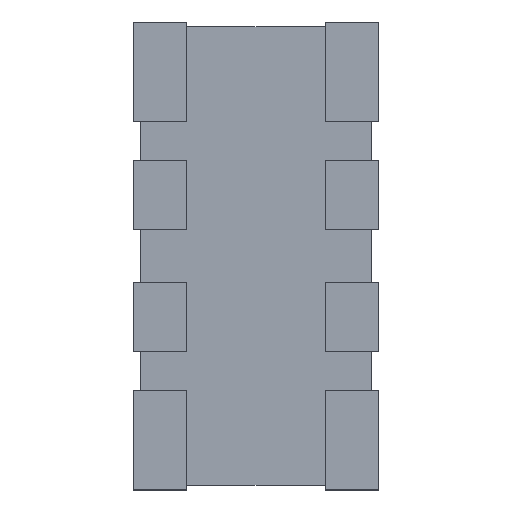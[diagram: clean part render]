
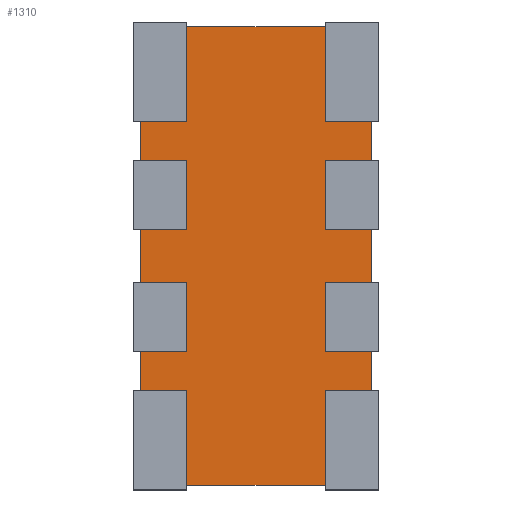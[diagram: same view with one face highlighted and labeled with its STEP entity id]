
A CAD part, top view. The second image highlights one B-rep face of the part: STEP entity #1310.
In plain terms, the highlighted planar face has unit normal (0, 0, 1).
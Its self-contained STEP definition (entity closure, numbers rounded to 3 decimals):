
#42=FACE_OUTER_BOUND('',#104,.T.);
#104=EDGE_LOOP('',(#966,#967,#968,#969,#970,#971,#972,#973,#974,#975,#976,
#977,#978,#979,#980,#981,#982,#983,#984,#985,#986,#987,#988,#989,#990,#991,
#992,#993));
#138=LINE('',#1718,#318);
#153=LINE('',#1748,#333);
#159=LINE('',#1759,#339);
#186=LINE('',#1814,#366);
#199=LINE('',#1839,#379);
#202=LINE('',#1846,#382);
#204=LINE('',#1851,#384);
#219=LINE('',#1880,#399);
#221=LINE('',#1883,#401);
#222=LINE('',#1887,#402);
#235=LINE('',#1912,#415);
#239=LINE('',#1920,#419);
#240=LINE('',#1922,#420);
#241=LINE('',#1924,#421);
#242=LINE('',#1926,#422);
#243=LINE('',#1928,#423);
#244=LINE('',#1930,#424);
#245=LINE('',#1931,#425);
#246=LINE('',#1932,#426);
#247=LINE('',#1934,#427);
#248=LINE('',#1936,#428);
#249=LINE('',#1938,#429);
#250=LINE('',#1940,#430);
#251=LINE('',#1942,#431);
#252=LINE('',#1944,#432);
#253=LINE('',#1946,#433);
#254=LINE('',#1948,#434);
#255=LINE('',#1949,#435);
#318=VECTOR('',#1412,1.);
#333=VECTOR('',#1435,1.);
#339=VECTOR('',#1445,1.);
#366=VECTOR('',#1476,1.);
#379=VECTOR('',#1495,1.);
#382=VECTOR('',#1504,1.);
#384=VECTOR('',#1508,1.);
#399=VECTOR('',#1533,1.);
#401=VECTOR('',#1537,1.);
#402=VECTOR('',#1540,1.);
#415=VECTOR('',#1559,1.);
#419=VECTOR('',#1569,1.);
#420=VECTOR('',#1570,1.);
#421=VECTOR('',#1571,1.);
#422=VECTOR('',#1572,1.);
#423=VECTOR('',#1573,1.);
#424=VECTOR('',#1574,1.);
#425=VECTOR('',#1575,1.);
#426=VECTOR('',#1576,1.);
#427=VECTOR('',#1577,1.);
#428=VECTOR('',#1578,1.);
#429=VECTOR('',#1579,1.);
#430=VECTOR('',#1580,1.);
#431=VECTOR('',#1581,1.);
#432=VECTOR('',#1582,1.);
#433=VECTOR('',#1583,1.);
#434=VECTOR('',#1584,1.);
#435=VECTOR('',#1585,1.);
#498=VERTEX_POINT('',#1716);
#499=VERTEX_POINT('',#1717);
#510=VERTEX_POINT('',#1747);
#513=VERTEX_POINT('',#1757);
#538=VERTEX_POINT('',#1811);
#539=VERTEX_POINT('',#1813);
#548=VERTEX_POINT('',#1838);
#549=VERTEX_POINT('',#1845);
#550=VERTEX_POINT('',#1849);
#551=VERTEX_POINT('',#1850);
#560=VERTEX_POINT('',#1879);
#561=VERTEX_POINT('',#1885);
#562=VERTEX_POINT('',#1886);
#571=VERTEX_POINT('',#1911);
#572=VERTEX_POINT('',#1919);
#573=VERTEX_POINT('',#1921);
#574=VERTEX_POINT('',#1923);
#575=VERTEX_POINT('',#1925);
#576=VERTEX_POINT('',#1927);
#577=VERTEX_POINT('',#1929);
#578=VERTEX_POINT('',#1933);
#579=VERTEX_POINT('',#1935);
#580=VERTEX_POINT('',#1937);
#581=VERTEX_POINT('',#1939);
#582=VERTEX_POINT('',#1941);
#583=VERTEX_POINT('',#1943);
#584=VERTEX_POINT('',#1945);
#585=VERTEX_POINT('',#1947);
#618=EDGE_CURVE('',#498,#499,#138,.T.);
#633=EDGE_CURVE('',#499,#510,#153,.T.);
#639=EDGE_CURVE('',#510,#513,#159,.T.);
#666=EDGE_CURVE('',#539,#538,#186,.T.);
#679=EDGE_CURVE('',#548,#539,#199,.T.);
#682=EDGE_CURVE('',#549,#548,#202,.T.);
#684=EDGE_CURVE('',#550,#551,#204,.T.);
#699=EDGE_CURVE('',#551,#560,#219,.T.);
#701=EDGE_CURVE('',#560,#498,#221,.T.);
#702=EDGE_CURVE('',#561,#562,#222,.T.);
#715=EDGE_CURVE('',#562,#571,#235,.T.);
#719=EDGE_CURVE('',#513,#572,#239,.T.);
#720=EDGE_CURVE('',#572,#573,#240,.T.);
#721=EDGE_CURVE('',#573,#574,#241,.T.);
#722=EDGE_CURVE('',#574,#575,#242,.T.);
#723=EDGE_CURVE('',#575,#576,#243,.T.);
#724=EDGE_CURVE('',#576,#577,#244,.T.);
#725=EDGE_CURVE('',#577,#549,#245,.T.);
#726=EDGE_CURVE('',#538,#561,#246,.T.);
#727=EDGE_CURVE('',#571,#578,#247,.T.);
#728=EDGE_CURVE('',#578,#579,#248,.T.);
#729=EDGE_CURVE('',#579,#580,#249,.T.);
#730=EDGE_CURVE('',#580,#581,#250,.T.);
#731=EDGE_CURVE('',#581,#582,#251,.T.);
#732=EDGE_CURVE('',#582,#583,#252,.T.);
#733=EDGE_CURVE('',#583,#584,#253,.T.);
#734=EDGE_CURVE('',#584,#585,#254,.T.);
#735=EDGE_CURVE('',#585,#550,#255,.T.);
#966=ORIENTED_EDGE('',*,*,#633,.T.);
#967=ORIENTED_EDGE('',*,*,#639,.T.);
#968=ORIENTED_EDGE('',*,*,#719,.T.);
#969=ORIENTED_EDGE('',*,*,#720,.T.);
#970=ORIENTED_EDGE('',*,*,#721,.T.);
#971=ORIENTED_EDGE('',*,*,#722,.T.);
#972=ORIENTED_EDGE('',*,*,#723,.T.);
#973=ORIENTED_EDGE('',*,*,#724,.T.);
#974=ORIENTED_EDGE('',*,*,#725,.T.);
#975=ORIENTED_EDGE('',*,*,#682,.T.);
#976=ORIENTED_EDGE('',*,*,#679,.T.);
#977=ORIENTED_EDGE('',*,*,#666,.T.);
#978=ORIENTED_EDGE('',*,*,#726,.T.);
#979=ORIENTED_EDGE('',*,*,#702,.T.);
#980=ORIENTED_EDGE('',*,*,#715,.T.);
#981=ORIENTED_EDGE('',*,*,#727,.T.);
#982=ORIENTED_EDGE('',*,*,#728,.T.);
#983=ORIENTED_EDGE('',*,*,#729,.T.);
#984=ORIENTED_EDGE('',*,*,#730,.T.);
#985=ORIENTED_EDGE('',*,*,#731,.T.);
#986=ORIENTED_EDGE('',*,*,#732,.T.);
#987=ORIENTED_EDGE('',*,*,#733,.T.);
#988=ORIENTED_EDGE('',*,*,#734,.T.);
#989=ORIENTED_EDGE('',*,*,#735,.T.);
#990=ORIENTED_EDGE('',*,*,#684,.T.);
#991=ORIENTED_EDGE('',*,*,#699,.T.);
#992=ORIENTED_EDGE('',*,*,#701,.T.);
#993=ORIENTED_EDGE('',*,*,#618,.T.);
#1186=PLANE('',#1374);
#1310=ADVANCED_FACE('',(#42),#1186,.T.);
#1374=AXIS2_PLACEMENT_3D('',#1918,#1567,#1568);
#1412=DIRECTION('',(0.,1.,0.));
#1435=DIRECTION('',(1.,0.,0.));
#1445=DIRECTION('',(0.,1.,0.));
#1476=DIRECTION('',(0.,1.,0.));
#1495=DIRECTION('',(-1.,0.,0.));
#1504=DIRECTION('',(0.,1.,0.));
#1508=DIRECTION('',(1.,0.,0.));
#1533=DIRECTION('',(0.,-1.,0.));
#1537=DIRECTION('',(1.,0.,0.));
#1540=DIRECTION('',(0.,-1.,0.));
#1559=DIRECTION('',(-1.,0.,0.));
#1567=DIRECTION('center_axis',(0.,0.,1.));
#1568=DIRECTION('ref_axis',(1.,0.,0.));
#1569=DIRECTION('',(-1.,0.,0.));
#1570=DIRECTION('',(0.,1.,0.));
#1571=DIRECTION('',(1.,0.,0.));
#1572=DIRECTION('',(0.,1.,0.));
#1573=DIRECTION('',(-1.,0.,0.));
#1574=DIRECTION('',(0.,1.,0.));
#1575=DIRECTION('',(1.,0.,0.));
#1576=DIRECTION('',(-1.,0.,0.));
#1577=DIRECTION('',(0.,-1.,0.));
#1578=DIRECTION('',(1.,0.,0.));
#1579=DIRECTION('',(0.,-1.,0.));
#1580=DIRECTION('',(-1.,0.,0.));
#1581=DIRECTION('',(0.,-1.,0.));
#1582=DIRECTION('',(1.,0.,0.));
#1583=DIRECTION('',(0.,-1.,0.));
#1584=DIRECTION('',(-1.,0.,0.));
#1585=DIRECTION('',(0.,-1.,0.));
#1716=CARTESIAN_POINT('',(0.45,-1.495,0.495));
#1717=CARTESIAN_POINT('',(0.45,-0.875,0.495));
#1718=CARTESIAN_POINT('',(0.45,-0.6,0.495));
#1747=CARTESIAN_POINT('',(0.75,-0.875,0.495));
#1748=CARTESIAN_POINT('',(0.313,-0.875,0.495));
#1757=CARTESIAN_POINT('',(0.75,-0.625,0.495));
#1759=CARTESIAN_POINT('',(0.75,0.,0.495));
#1811=CARTESIAN_POINT('',(0.45,1.495,0.495));
#1813=CARTESIAN_POINT('',(0.45,0.875,0.495));
#1814=CARTESIAN_POINT('',(0.45,0.6,0.495));
#1838=CARTESIAN_POINT('',(0.75,0.875,0.495));
#1839=CARTESIAN_POINT('',(0.313,0.875,0.495));
#1845=CARTESIAN_POINT('',(0.75,0.625,0.495));
#1846=CARTESIAN_POINT('',(0.75,0.,0.495));
#1849=CARTESIAN_POINT('',(-0.75,-0.875,0.495));
#1850=CARTESIAN_POINT('',(-0.45,-0.875,0.495));
#1851=CARTESIAN_POINT('',(-0.313,-0.875,0.495));
#1879=CARTESIAN_POINT('',(-0.45,-1.495,0.495));
#1880=CARTESIAN_POINT('',(-0.45,-0.6,0.495));
#1883=CARTESIAN_POINT('',(0.,-1.495,0.495));
#1885=CARTESIAN_POINT('',(-0.45,1.495,0.495));
#1886=CARTESIAN_POINT('',(-0.45,0.875,0.495));
#1887=CARTESIAN_POINT('',(-0.45,0.6,0.495));
#1911=CARTESIAN_POINT('',(-0.75,0.875,0.495));
#1912=CARTESIAN_POINT('',(-0.313,0.875,0.495));
#1918=CARTESIAN_POINT('Origin',(0.,0.,0.495));
#1919=CARTESIAN_POINT('',(0.45,-0.625,0.495));
#1920=CARTESIAN_POINT('',(0.313,-0.625,0.495));
#1921=CARTESIAN_POINT('',(0.45,-0.175,0.495));
#1922=CARTESIAN_POINT('',(0.45,-0.2,0.495));
#1923=CARTESIAN_POINT('',(0.75,-0.175,0.495));
#1924=CARTESIAN_POINT('',(0.313,-0.175,0.495));
#1925=CARTESIAN_POINT('',(0.75,0.175,0.495));
#1926=CARTESIAN_POINT('',(0.75,0.,0.495));
#1927=CARTESIAN_POINT('',(0.45,0.175,0.495));
#1928=CARTESIAN_POINT('',(0.313,0.175,0.495));
#1929=CARTESIAN_POINT('',(0.45,0.625,0.495));
#1930=CARTESIAN_POINT('',(0.45,0.2,0.495));
#1931=CARTESIAN_POINT('',(0.313,0.625,0.495));
#1932=CARTESIAN_POINT('',(0.,1.495,0.495));
#1933=CARTESIAN_POINT('',(-0.75,0.625,0.495));
#1934=CARTESIAN_POINT('',(-0.75,0.,0.495));
#1935=CARTESIAN_POINT('',(-0.45,0.625,0.495));
#1936=CARTESIAN_POINT('',(-0.313,0.625,0.495));
#1937=CARTESIAN_POINT('',(-0.45,0.175,0.495));
#1938=CARTESIAN_POINT('',(-0.45,0.2,0.495));
#1939=CARTESIAN_POINT('',(-0.75,0.175,0.495));
#1940=CARTESIAN_POINT('',(-0.313,0.175,0.495));
#1941=CARTESIAN_POINT('',(-0.75,-0.175,0.495));
#1942=CARTESIAN_POINT('',(-0.75,0.,0.495));
#1943=CARTESIAN_POINT('',(-0.45,-0.175,0.495));
#1944=CARTESIAN_POINT('',(-0.313,-0.175,0.495));
#1945=CARTESIAN_POINT('',(-0.45,-0.625,0.495));
#1946=CARTESIAN_POINT('',(-0.45,-0.2,0.495));
#1947=CARTESIAN_POINT('',(-0.75,-0.625,0.495));
#1948=CARTESIAN_POINT('',(-0.313,-0.625,0.495));
#1949=CARTESIAN_POINT('',(-0.75,0.,0.495));
